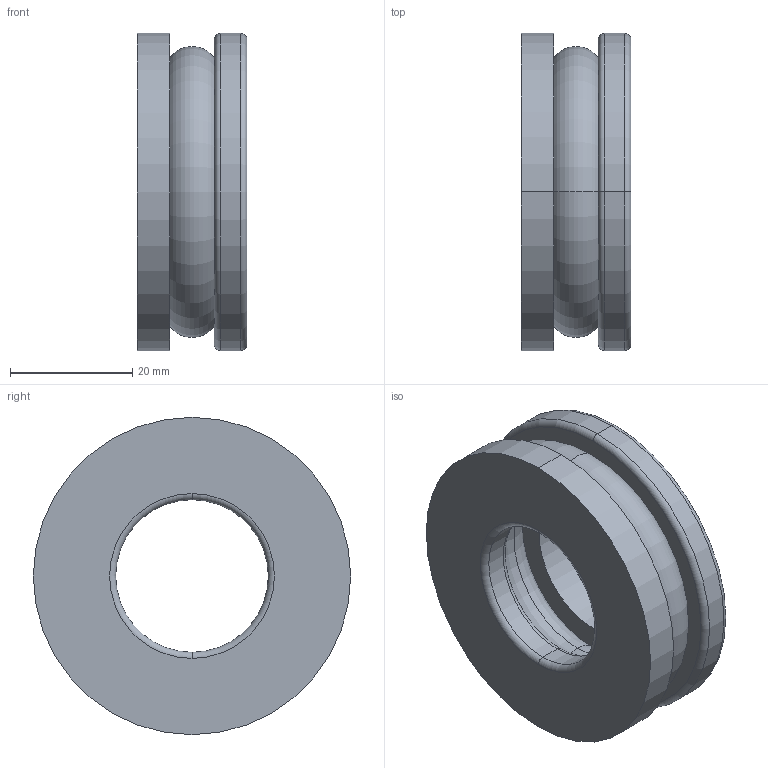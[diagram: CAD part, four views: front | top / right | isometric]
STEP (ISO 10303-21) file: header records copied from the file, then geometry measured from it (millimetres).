
FILE_DESCRIPTION (( 'STEP AP214' ), '1' );
FILE_NAME ('thrust ball bearing3_68_am.STEP', '2025-01-25T20:41:50', ( '' ), ( '' ), 'SwSTEP 2.0', 'SolidWorks 2022', '' );
FILE_SCHEMA (( 'AUTOMOTIVE_DESIGN' ));
Length unit declared in the file: millimetre
Products named in the file (1): thrust ball bearing3_68_am
Bounding box: 18 x 52 x 52 mm (x, y, z)
Volume: 24467.9 mm3; surface area: 9628.2 mm2
Topology: 1 solids, 1 shells, 28 faces, 56 edges, 34 vertices
Faces by surface type: torus 14, cylinder 8, plane 6
Entity records: 786 total; most frequent: DIRECTION 162, CARTESIAN_POINT 119, ORIENTED_EDGE 112, AXIS2_PLACEMENT_3D 77, EDGE_CURVE 56, CIRCLE 48, VERTEX_POINT 34, EDGE_LOOP 34
